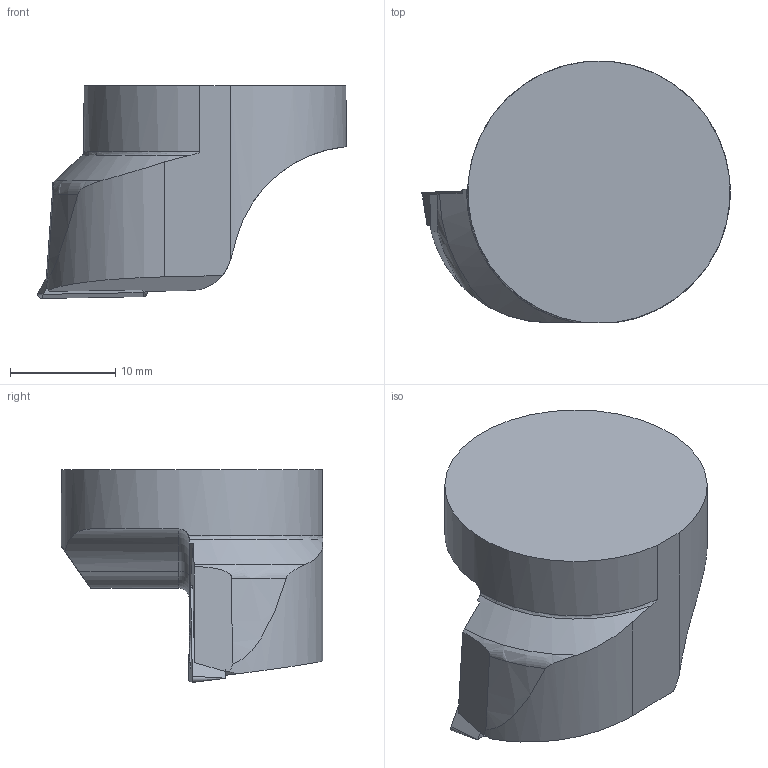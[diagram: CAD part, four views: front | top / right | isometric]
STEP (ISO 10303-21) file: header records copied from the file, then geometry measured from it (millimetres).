
FILE_DESCRIPTION(/* description */ (''),/* implementation_level */ '2;1');
FILE_NAME(/* name */ '1558418649469.stp',/* time_stamp */ '2019-05-21T11:34:21+05:00',/* author */ (''),/* organization */ ('SMS'),/* preprocessor_version */ 'ST-DEVELOPER v15',/* originating_system */ 'SIEMENS PLM Software NX 8.5',/* authorisation */ '');
FILE_SCHEMA (('AUTOMOTIVE_DESIGN { 1 0 10303 214 3 1 1 1 }'));
Length unit declared in the file: millimetre
Products named in the file (4): IsoTurningInsert; ASSEMBLY_CONSTRUCTION; 201795562mod000_00; 201795560mod000_00
Assembly tree (3 placements, depth 2):
  201795560mod000_00
    201795562mod000_00
    ASSEMBLY_CONSTRUCTION
    IsoTurningInsert
Bounding box: 29.37 x 24.9 x 20.27 mm (x, y, z)
Volume: 6139.8 mm3; surface area: 2476.2 mm2
Topology: 2 solids, 2 shells, 49 faces, 128 edges, 90 vertices
Faces by surface type: plane 21, cylinder 10, torus 9, cone 9
Full cylindrical faces by diameter (mm): 2.8 x2
Entity records: 1725 total; most frequent: CARTESIAN_POINT 397, DIRECTION 262, ORIENTED_EDGE 230, EDGE_CURVE 115, AXIS2_PLACEMENT_3D 107, VERTEX_POINT 79, EDGE_LOOP 60, ADVANCED_FACE 49
